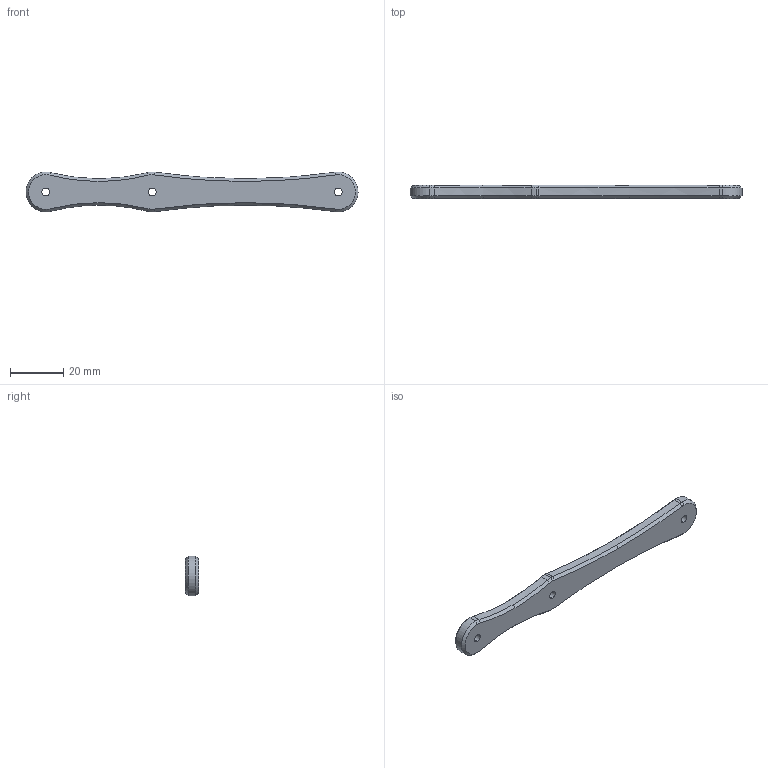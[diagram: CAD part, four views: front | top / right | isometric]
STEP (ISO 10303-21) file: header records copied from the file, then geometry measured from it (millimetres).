
FILE_DESCRIPTION (( 'STEP AP214' ), '1' );
FILE_NAME ('3dp_coxa_mainshaft.STEP', '2021-03-29T09:01:13', ( '' ), ( '' ), 'SwSTEP 2.0', 'SolidWorks 2016', '' );
FILE_SCHEMA (( 'AUTOMOTIVE_DESIGN' ));
Length unit declared in the file: millimetre
Products named in the file (1): 3dp_coxa_mainshaft
Bounding box: 125 x 5 x 15 mm (x, y, z)
Volume: 6973.6 mm3; surface area: 4062.4 mm2
Topology: 1 solids, 1 shells, 53 faces, 126 edges, 75 vertices
Faces by surface type: cone 30, cylinder 21, plane 2
Entity records: 1585 total; most frequent: DIRECTION 309, CARTESIAN_POINT 255, ORIENTED_EDGE 252, AXIS2_PLACEMENT_3D 129, EDGE_CURVE 126, VERTEX_POINT 75, CIRCLE 75, EDGE_LOOP 59
